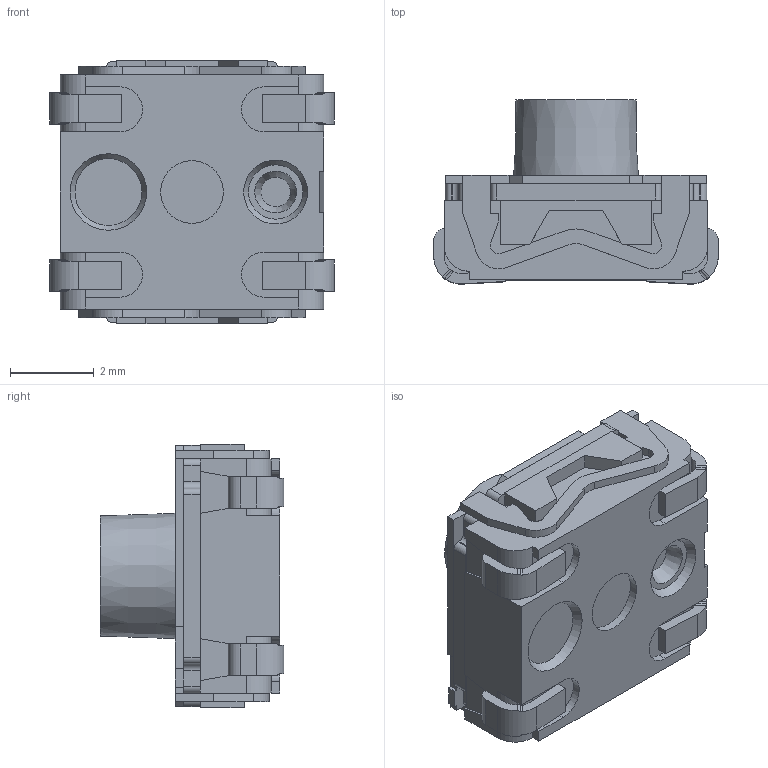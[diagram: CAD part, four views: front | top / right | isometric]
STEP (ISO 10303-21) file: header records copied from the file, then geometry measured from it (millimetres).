
FILE_DESCRIPTION(/* description */ ('STEP AP214'),/* implementation_level */ '2;1');
FILE_NAME(/* name */ 'KSC721JLFS',/* time_stamp */ '2024-01-04T14:57:19+01:00',/* author */ ('License CC BY-ND 4.0'),/* organization */ ('CADENAS'),/* preprocessor_version */ 'ST-DEVELOPER v19.3',/* originating_system */ 'PARTsolutions',/* authorisation */ ' ');
FILE_SCHEMA (('AUTOMOTIVE_DESIGN {1 0 10303 214 3 1 1}'));
Length unit declared in the file: millimetre
Products named in the file (5): KSC721JLFS; KSC71J_pin; KSC7_cover; KSC7_button; KSC7_body
Assembly tree (7 placements, depth 2):
  KSC721JLFS
    KSC71J_pin  x4
    KSC7_cover
    KSC7_button
    KSC7_body
Bounding box: 6.8 x 4.4 x 6.3 mm (x, y, z)
Volume: 102.3 mm3; surface area: 334.5 mm2
Topology: 7 solids, 7 shells, 272 faces, 760 edges, 503 vertices
Faces by surface type: plane 202, cylinder 66, cone 4
Full cylindrical faces by diameter (mm): 1.5 x1, 3.28 x1
Entity records: 7667 total; most frequent: CARTESIAN_POINT 1265, ORIENTED_EDGE 1218, DIRECTION 1147, EDGE_CURVE 609, LINE 507, VECTOR 507, VERTEX_POINT 406, AXIS2_PLACEMENT_3D 320
